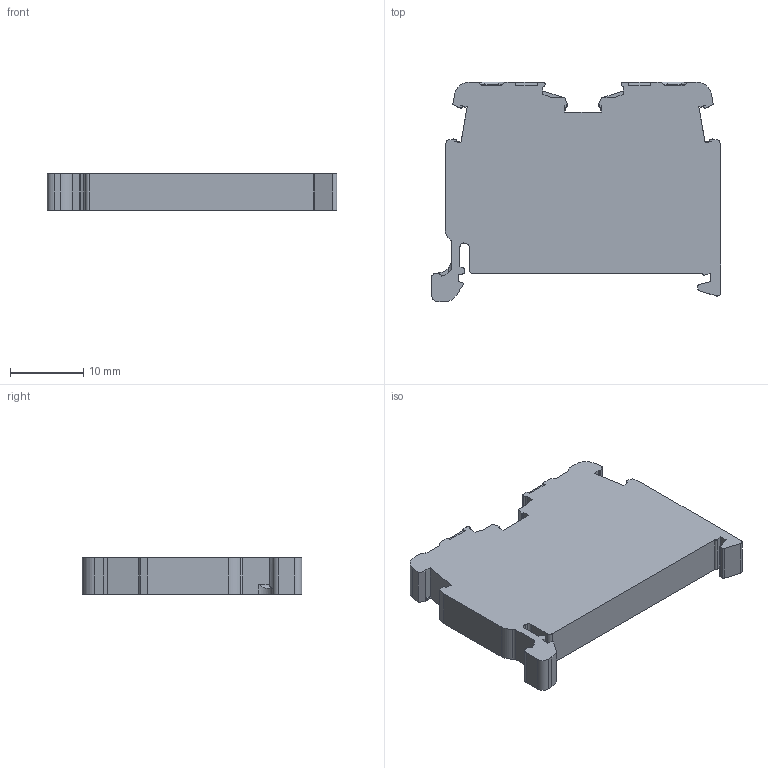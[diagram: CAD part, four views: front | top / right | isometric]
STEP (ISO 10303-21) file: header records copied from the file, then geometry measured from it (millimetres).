
FILE_DESCRIPTION (( 'STEP AP214' ), '1' );
FILE_NAME ('307490_PYKMR 2,5_Beige.STP', '2013-11-14T07:12:12', ( 'arge' ), ( 'Microsoft' ), 'SwSTEP 2.0', 'SolidWorks 2013', '' );
FILE_SCHEMA (( 'AUTOMOTIVE_DESIGN' ));
Length unit declared in the file: millimetre
Products named in the file (1): 307490_PYKMR 2,5_Beige
Bounding box: 39.65 x 30.07 x 5 mm (x, y, z)
Volume: 4634.1 mm3; surface area: 2743.9 mm2
Topology: 1 solids, 1 shells, 180 faces, 524 edges, 349 vertices
Faces by surface type: plane 121, cylinder 54, cone 5
Entity records: 6127 total; most frequent: CARTESIAN_POINT 1121, ORIENTED_EDGE 1048, DIRECTION 978, EDGE_CURVE 524, LINE 394, VECTOR 394, VERTEX_POINT 349, AXIS2_PLACEMENT_3D 292
